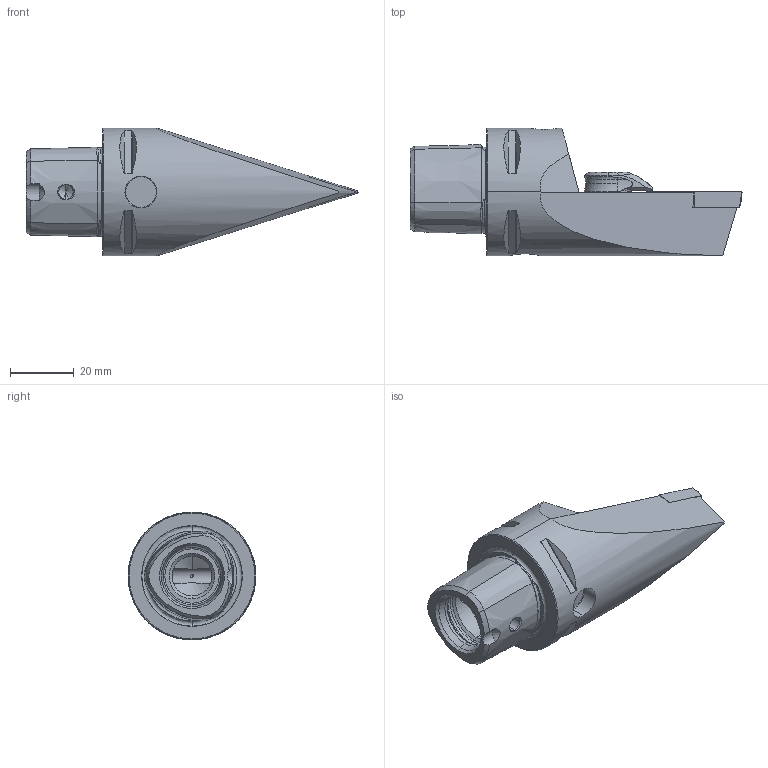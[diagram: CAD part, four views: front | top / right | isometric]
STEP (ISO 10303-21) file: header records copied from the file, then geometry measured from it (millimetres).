
FILE_DESCRIPTION (( 'STEP AP214' ), '1' );
FILE_NAME ('PS4.KVF.NVA.080-HP.STEP', '2025-04-29T11:41:13', ( '' ), ( '' ), 'SwSTEP 2.0', 'SolidWorks 2022', '' );
FILE_SCHEMA (( 'AUTOMOTIVE_DESIGN' ));
Length unit declared in the file: millimetre
Products named in the file (11): CHP-PCX.000.022_B; PS4.KVF.NVA.080-HP; DIN 3771 - 13x1; ISO 8752 2x8; PS4-KVF.NVA.080-HP_B; DIN 7991 - M5x18; DIN 3771 - 6.5x1.5; VBMT160404; WCB-ER2.001.009_A; CHP-ER1.008.011_A; CHP-PCX.000.022_Düse
Assembly tree (10 placements, depth 3):
  PS4.KVF.NVA.080-HP
    PS4-KVF.NVA.080-HP_B
    ISO 8752 2x8
    CHP-ER1.008.011_A
    WCB-ER2.001.009_A
    CHP-PCX.000.022_Düse
      CHP-PCX.000.022_B
      DIN 3771 - 13x1
      DIN 3771 - 6.5x1.5
      DIN 7991 - M5x18
    VBMT160404
Bounding box: 104 x 40 x 40 mm (x, y, z)
Volume: 53935.3 mm3; surface area: 17282.9 mm2
Topology: 9 solids, 9 shells, 487 faces, 1203 edges, 724 vertices
Faces by surface type: cylinder 130, cone 129, plane 103, torus 71, bspline 52, sphere 2
Entity records: 18588 total; most frequent: CARTESIAN_POINT 7250, ORIENTED_EDGE 2362, DIRECTION 2143, EDGE_CURVE 1181, AXIS2_PLACEMENT_3D 879, VERTEX_POINT 724, EDGE_LOOP 517, FACE_OUTER_BOUND 487
